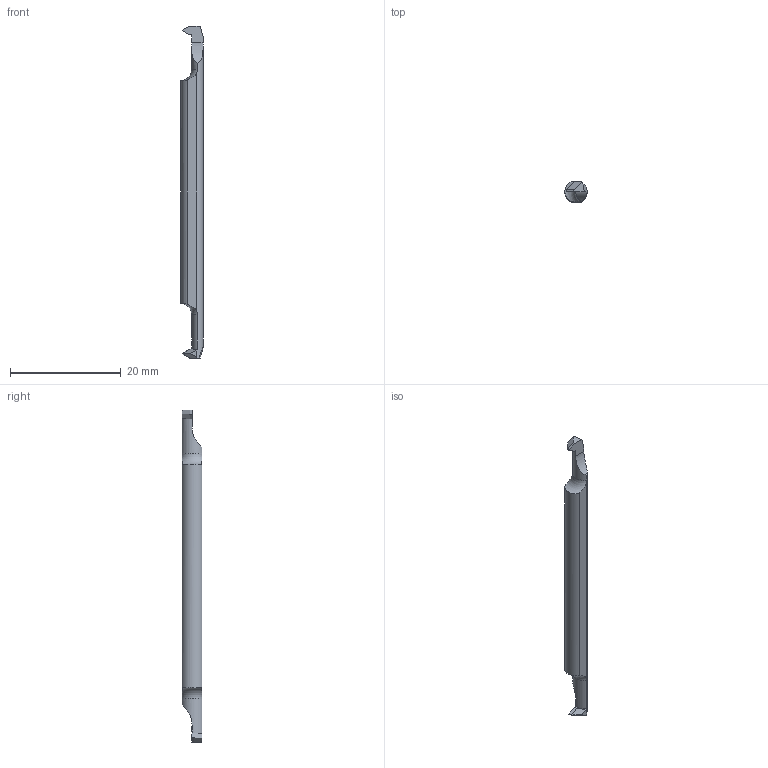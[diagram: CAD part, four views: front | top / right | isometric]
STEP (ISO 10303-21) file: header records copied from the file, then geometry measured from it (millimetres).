
FILE_DESCRIPTION(/* description */ (''),/* implementation_level */ '2;1');
FILE_NAME(/* name */ 'CT0407RS-M6_MR0_05.stp',/* time_stamp */ '2023-02-08T14:08:23+09:00',/* author */ (''),/* organization */ (''),/* preprocessor_version */ 'ST-DEVELOPER v16',/* originating_system */ 'SIEMENS PLM Software NX 10.0',/* authorisation */ '');
FILE_SCHEMA (('AUTOMOTIVE_DESIGN { 1 0 10303 214 3 1 1 1 }'));
Length unit declared in the file: millimetre
Products named in the file (1): CT0407RS-M6_MR0_05_ASM
Bounding box: 4 x 3.6 x 60 mm (x, y, z)
Volume: 571.1 mm3; surface area: 677.9 mm2
Topology: 2 solids, 2 shells, 35 faces, 104 edges, 80 vertices
Faces by surface type: plane 23, cylinder 8, extrusion 2, torus 2
Entity records: 1479 total; most frequent: CARTESIAN_POINT 473, ORIENTED_EDGE 196, DIRECTION 176, EDGE_CURVE 98, VERTEX_POINT 67, VECTOR 62, LINE 60, AXIS2_PLACEMENT_3D 57
